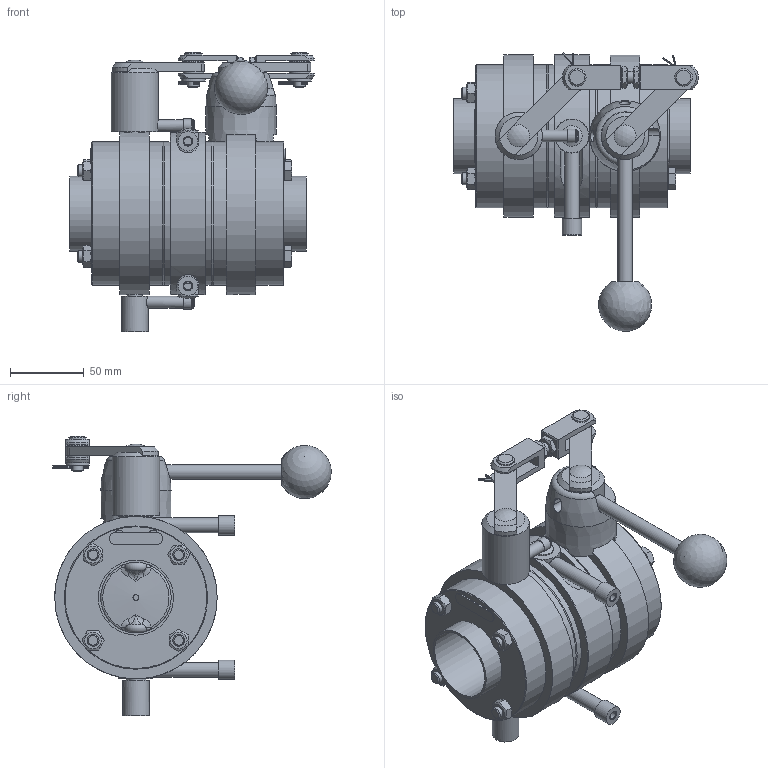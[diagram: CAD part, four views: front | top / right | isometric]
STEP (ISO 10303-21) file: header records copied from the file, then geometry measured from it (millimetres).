
FILE_DESCRIPTION((''),'2;1');
FILE_NAME('59640200XX00.stp','2010-12-08T16:16:39',('Creator'),(''),'Autodesk Inventor 2010','Autodesk Inventor 2010','');
FILE_SCHEMA(('AUTOMOTIVE_DESIGN { 1 0 10303 214 1 1 1 1 }'));
Length unit declared in the file: millimetre
Products named in the file (1): 59640200XX00
Bounding box: 165.56 x 188.39 x 189.25 mm (x, y, z)
Volume: 1058345.4 mm3; surface area: 209878.6 mm2
Topology: 30 solids, 38 shells, 924 faces, 2237 edges, 1414 vertices
Faces by surface type: plane 434, cylinder 263, cone 120, bspline 59, torus 45, sphere 3
Full cylindrical faces by diameter (mm): 4.134 x7, 5 x2, 5.2 x1, 5.5 x4, 6.2 x1, 6.647 x2, 6.8 x2, 7 x4, 7.2 x8, 7.323 x4, 7.9 x2, 8 x20, 8.2 x4, 8.4 x2, 8.5 x4, 8.8 x6, 9 x3, 9.5 x2, 9.8 x1, 10 x6, 10.1 x2, 10.5 x2, 10.7 x4, 11.4 x4, 12 x6, 13 x2, 13.16 x2, 13.8 x5, 14 x11, 14.2 x4
Entity records: 34758 total; most frequent: CARTESIAN_POINT 15425, DIRECTION 3732, ORIENTED_EDGE 3704, EDGE_CURVE 1853, AXIS2_PLACEMENT_3D 1571, EDGE_LOOP 1348, VERTEX_POINT 1304, FACE_OUTER_BOUND 918
